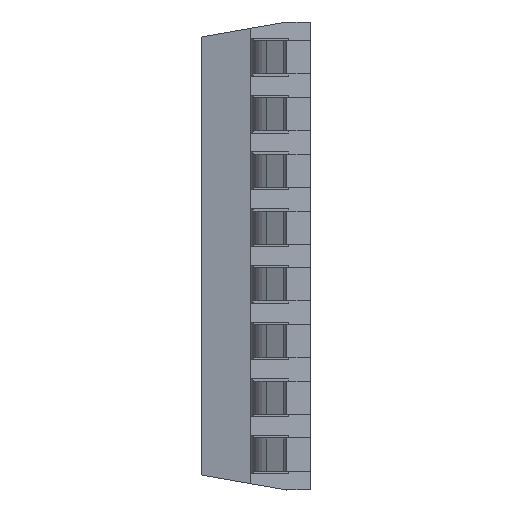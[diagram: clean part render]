
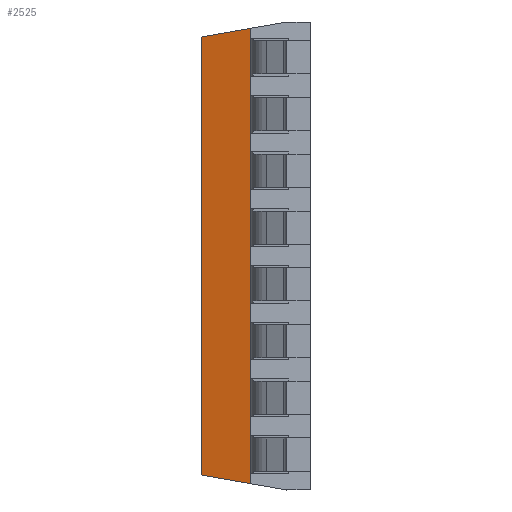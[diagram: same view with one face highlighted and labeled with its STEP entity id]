
A CAD part, left-side view. The second image highlights one B-rep face of the part: STEP entity #2525.
In plain terms, the highlighted planar face has unit normal (-0.978, 0.208, 0).
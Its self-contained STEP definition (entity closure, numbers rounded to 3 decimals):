
#36 = VERTEX_POINT ( 'NONE', #5854 ) ;
#763 = CARTESIAN_POINT ( 'NONE',  ( -3.058, 2.339, -4.626 ) ) ;
#968 = PLANE ( 'NONE',  #4474 ) ;
#1020 = LINE ( 'NONE', #6854, #4631 ) ;
#1049 = VERTEX_POINT ( 'NONE', #4933 ) ;
#1455 = DIRECTION ( 'NONE',  ( 0., 0., -1. ) ) ;
#1545 = VECTOR ( 'NONE', #7793, 1000. ) ;
#1763 = EDGE_CURVE ( 'NONE', #36, #1049, #8071, .T. ) ;
#2117 = DIRECTION ( 'NONE',  ( -0.205, -0.964, -0.17 ) ) ;
#2243 = DIRECTION ( 'NONE',  ( 0., 0., -1. ) ) ;
#2525 = ADVANCED_FACE ( 'NONE', ( #4623 ), #968, .F. ) ;
#2803 = CARTESIAN_POINT ( 'NONE',  ( -3.066, 2.3, -4.633 ) ) ;
#2865 = DIRECTION ( 'NONE',  ( 0.208, 0.978, 0. ) ) ;
#3093 = CARTESIAN_POINT ( 'NONE',  ( -3.403, 0.717, 4.912 ) ) ;
#3542 = VERTEX_POINT ( 'NONE', #6090 ) ;
#3722 = ORIENTED_EDGE ( 'NONE', *, *, #7360, .F. ) ;
#3834 = VECTOR ( 'NONE', #2243, 1000. ) ;
#4010 = ORIENTED_EDGE ( 'NONE', *, *, #1763, .T. ) ;
#4474 = AXIS2_PLACEMENT_3D ( 'NONE', #6275, #5727, #2865 ) ;
#4623 = FACE_OUTER_BOUND ( 'NONE', #8158, .T. ) ;
#4631 = VECTOR ( 'NONE', #1455, 1000. ) ;
#4736 = ORIENTED_EDGE ( 'NONE', *, *, #6862, .T. ) ;
#4933 = CARTESIAN_POINT ( 'NONE',  ( -3.066, 2.3, 4.633 ) ) ;
#5727 = DIRECTION ( 'NONE',  ( 0.978, -0.208, 0. ) ) ;
#5854 = CARTESIAN_POINT ( 'NONE',  ( -3.287, 1.26, 4.816 ) ) ;
#6052 = LINE ( 'NONE', #6892, #3834 ) ;
#6090 = CARTESIAN_POINT ( 'NONE',  ( -3.287, 1.26, -4.816 ) ) ;
#6275 = CARTESIAN_POINT ( 'NONE',  ( -3.402, 0.723, 4.95 ) ) ;
#6659 = EDGE_CURVE ( 'NONE', #7983, #3542, #7922, .T. ) ;
#6854 = CARTESIAN_POINT ( 'NONE',  ( -3.287, 1.26, 4.95 ) ) ;
#6862 = EDGE_CURVE ( 'NONE', #1049, #7983, #6052, .T. ) ;
#6892 = CARTESIAN_POINT ( 'NONE',  ( -3.066, 2.3, 4.95 ) ) ;
#7360 = EDGE_CURVE ( 'NONE', #36, #3542, #1020, .T. ) ;
#7618 = VECTOR ( 'NONE', #2117, 1000. ) ;
#7793 = DIRECTION ( 'NONE',  ( 0.205, 0.964, -0.17 ) ) ;
#7922 = LINE ( 'NONE', #763, #7618 ) ;
#7983 = VERTEX_POINT ( 'NONE', #2803 ) ;
#8071 = LINE ( 'NONE', #3093, #1545 ) ;
#8083 = ORIENTED_EDGE ( 'NONE', *, *, #6659, .T. ) ;
#8158 = EDGE_LOOP ( 'NONE', ( #4736, #8083, #3722, #4010 ) ) ;
